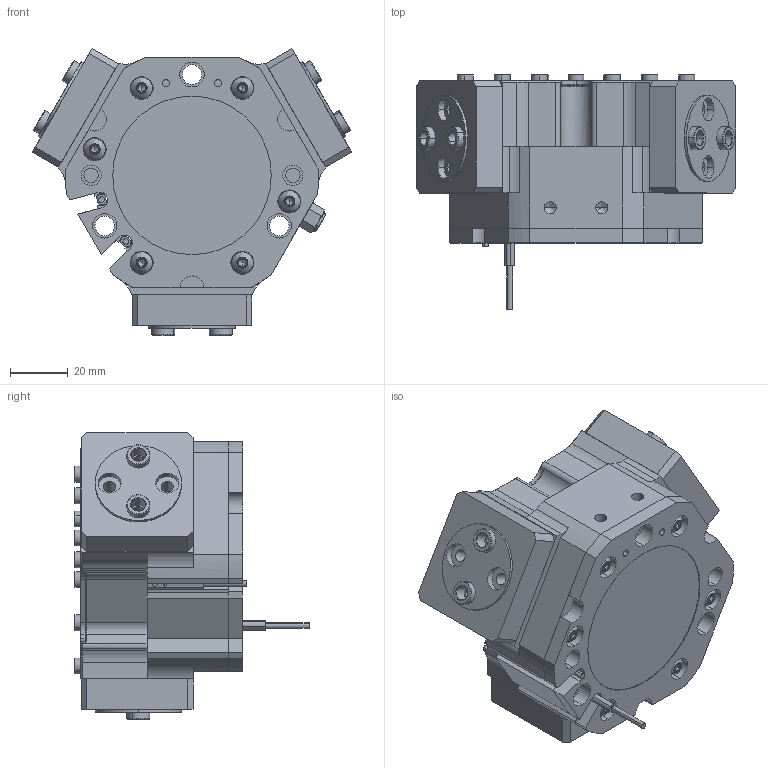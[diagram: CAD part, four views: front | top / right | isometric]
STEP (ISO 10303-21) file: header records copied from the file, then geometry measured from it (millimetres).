
FILE_DESCRIPTION (( 'STEP AP203' ), '1' );
FILE_NAME ('TZF55-C.STEP', '2026-03-27T07:29:01', ( '' ), ( '' ), 'SwSTEP 2.0', 'SolidWorks 2018', '' );
FILE_SCHEMA (( 'CONFIG_CONTROL_DESIGN' ));
Length unit declared in the file: millimetre
Products named in the file (12): TZT55-M-05 菁裔啣; BSLMM5; GBT70.2_M4X8; 錨璃3; TZF55-M-06 笢猾啣; TZF55-M-05 耜猾极; 25x10-R5; ﾏ擎ﾗ8｡ﾁ5｡ﾁ5; 棠羲換覜ん; TZF55-C; TZF55-M-01 褲极; TZF55-M-06 忒硌薊极
Assembly tree (40 placements, depth 2):
  TZF55-C
    TZF55-M-01 褲极
    TZF55-M-05 耜猾极  x3
    TZF55-M-06 忒硌薊极  x3
    TZF55-M-06 笢猾啣
    TZT55-M-05 菁裔啣
    錨璃3  x15
    BSLMM5
    25x10-R5
    GBT70.2_M4X8  x6
    棠羲換覜ん  x2
    ﾏ擎ﾗ8｡ﾁ5｡ﾁ5  x6
Bounding box: 110.82 x 81.23 x 99.47 mm (x, y, z)
Volume: 282221.7 mm3; surface area: 91744.8 mm2
Topology: 40 solids, 40 shells, 1724 faces, 4258 edges, 2694 vertices
Faces by surface type: plane 617, cylinder 532, bspline 395, cone 176, sphere 2, torus 2
Entity records: 43602 total; most frequent: CARTESIAN_POINT 14716, ORIENTED_EDGE 5798, DIRECTION 5160, EDGE_CURVE 2899, VERTEX_POINT 1895, AXIS2_PLACEMENT_3D 1732, VECTOR 1696, LINE 1696
